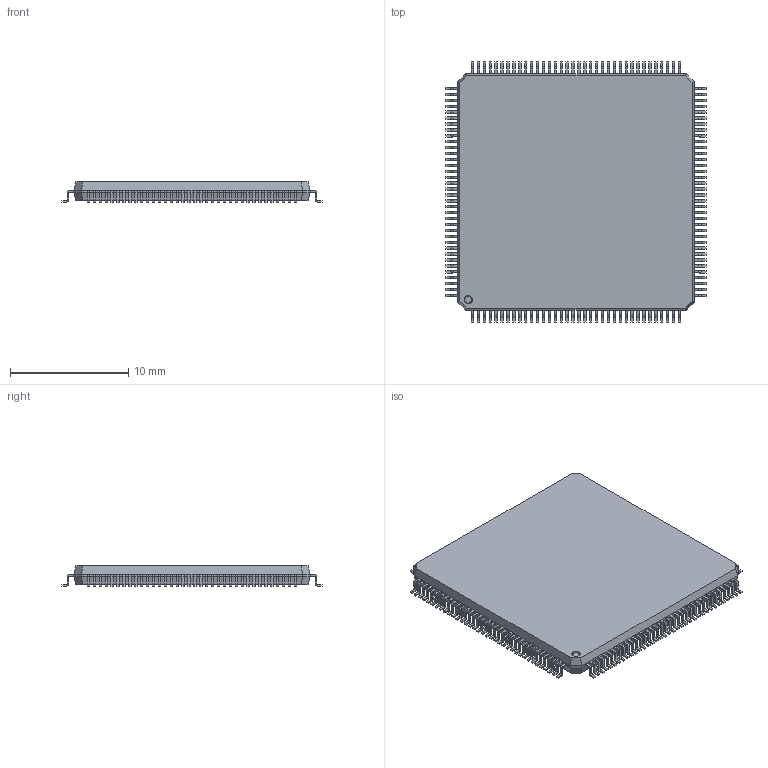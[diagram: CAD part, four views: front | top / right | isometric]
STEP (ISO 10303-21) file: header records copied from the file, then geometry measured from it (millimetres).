
FILE_DESCRIPTION(('STEP AP214'), '1');
FILE_NAME('QFP_package', '2019-01-11T21:07:40', ('Che'), (''), 'ASCON STEP Converter 1.3', 'ASCON Math Kernel', '');
FILE_SCHEMA(('AUTOMOTIVE_DESIGN { 1 0 10303 214 3 1 1}'));
Length unit declared in the file: millimetre
Bounding box: 22 x 22 x 1.7 mm (x, y, z)
Volume: 634.6 mm3; surface area: 1059.7 mm2
Topology: 1 solids, 1 shells, 1900 faces, 5243 edges, 3490 vertices
Faces by surface type: plane 1323, cylinder 576, cone 1
Entity records: 75572 total; most frequent: CARTESIAN_POINT 10633, ORIENTED_EDGE 10484, DIRECTION 10198, EDGE_CURVE 5242, LINE 4088, VECTOR 4088, VERTEX_POINT 3490, AXIS2_PLACEMENT_3D 3055
